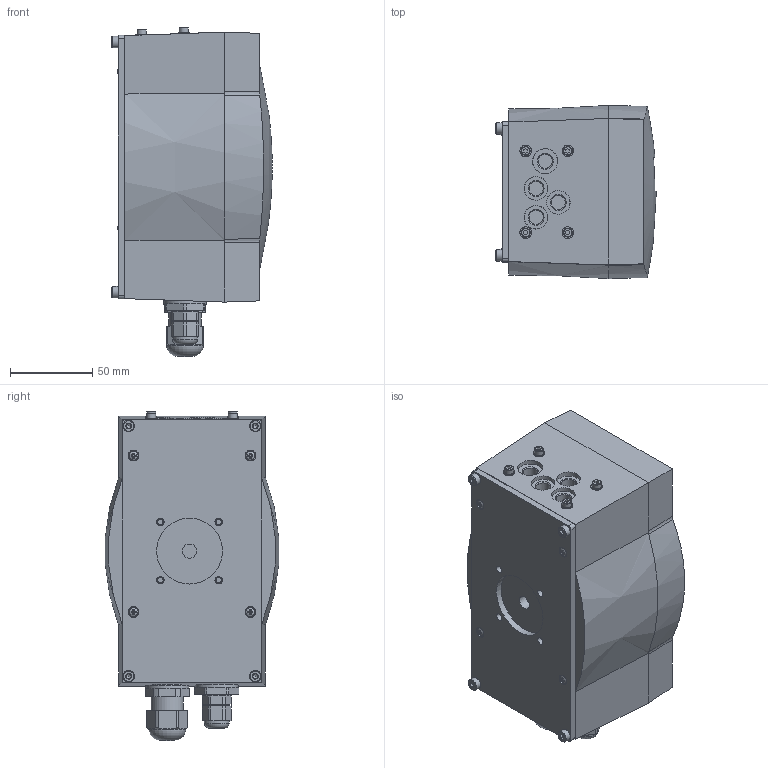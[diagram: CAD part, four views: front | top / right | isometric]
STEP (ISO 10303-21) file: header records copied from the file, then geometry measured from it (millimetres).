
FILE_DESCRIPTION(/* description */ ('STEP AP214'),/* implementation_level */ '2;1');
FILE_NAME(/* name */ '8171508_CMSX-P-SE-C-U-F1-D-50-C',/* time_stamp */ '2024-08-06T14:22:16+02:00',/* author */ ('License CC BY-ND 4.0'),/* organization */ ('CADENAS'),/* preprocessor_version */ 'ST-DEVELOPER v19.3',/* originating_system */ 'PARTsolutions',/* authorisation */ ' ');
FILE_SCHEMA (('AUTOMOTIVE_DESIGN {1 0 10303 214 3 1 1}'));
Length unit declared in the file: millimetre
Products named in the file (5): 8171508 CMSX-P-SE-C-U-F1-D-50-C; 8171508 CMSX-P-SE-C-U-F1-D-50-C---(S); 2088632 CMSX-P-..-C-U-F1-D-..; ISO 7049 ST2.9x19-C-H; DIN-912 - M4x50(F)
Assembly tree (10 placements, depth 2):
  8171508 CMSX-P-SE-C-U-F1-D-50-C
    8171508 CMSX-P-SE-C-U-F1-D-50-C---(S)
    2088632 CMSX-P-..-C-U-F1-D-..
    ISO 7049 ST2.9x19-C-H  x4
    DIN-912 - M4x50(F)  x4
Bounding box: 97.5 x 105.15 x 199.89 mm (x, y, z)
Volume: 1343889.9 mm3; surface area: 118353.9 mm2
Topology: 10 solids, 10 shells, 581 faces, 1297 edges, 806 vertices
Faces by surface type: plane 364, cylinder 120, cone 74, torus 18, sphere 5
Full cylindrical faces by diameter (mm): 2.9 x6, 3 x5, 3.1 x4, 3.242 x8, 4 x4, 4.5 x8, 5.5 x4, 5.6 x4, 6.4 x4, 6.5 x4, 6.9 x1, 7 x12, 8 x4, 8.566 x4, 8.6 x1, 9.2 x1, 12 x1, 14.3 x3, 15 x1, 15.3 x1, 17 x1, 19.5 x1, 20 x1, 26 x2, 40 x1
Entity records: 10977 total; most frequent: DIRECTION 1952, CARTESIAN_POINT 1886, ORIENTED_EDGE 1588, EDGE_CURVE 794, AXIS2_PLACEMENT_3D 762, FACE_BOUND 616, EDGE_LOOP 614, VERTEX_POINT 564
